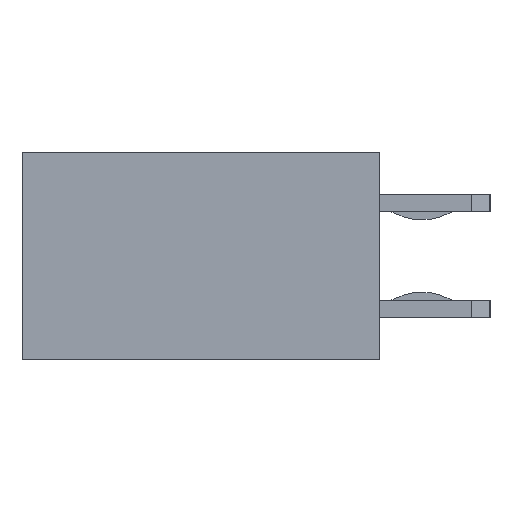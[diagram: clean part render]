
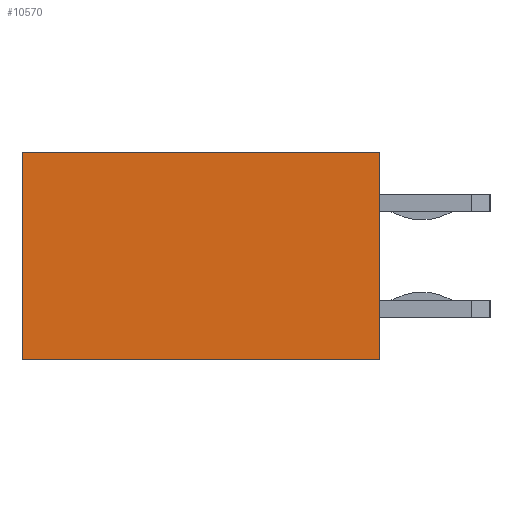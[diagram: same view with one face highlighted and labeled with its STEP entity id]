
A CAD part, left-side view. The second image highlights one B-rep face of the part: STEP entity #10570.
In plain terms, the highlighted planar face has unit normal (-1, 0, 0).
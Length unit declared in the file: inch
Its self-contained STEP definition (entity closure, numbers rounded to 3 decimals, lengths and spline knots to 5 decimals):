
#947=ORIENTED_EDGE('',*,*,#3704,.T.);
#948=ORIENTED_EDGE('',*,*,#3143,.F.);
#949=ORIENTED_EDGE('',*,*,#3745,.F.);
#950=ORIENTED_EDGE('',*,*,#3135,.T.);
#3135=EDGE_CURVE('',#4636,#4635,#5635,.T.);
#3143=EDGE_CURVE('',#4643,#4644,#5643,.T.);
#3704=EDGE_CURVE('',#4635,#4644,#6204,.T.);
#3745=EDGE_CURVE('',#4636,#4643,#6245,.T.);
#4635=VERTEX_POINT('',#14291);
#4636=VERTEX_POINT('',#14293);
#4643=VERTEX_POINT('',#14308);
#4644=VERTEX_POINT('',#14310);
#5635=LINE('',#14292,#7119);
#5643=LINE('',#14309,#7127);
#6204=LINE('',#15430,#7688);
#6245=LINE('',#15492,#7729);
#7119=VECTOR('',#11603,39.37008);
#7127=VECTOR('',#11613,39.37008);
#7688=VECTOR('',#12496,39.37008);
#7729=VECTOR('',#12579,39.37008);
#8706=EDGE_LOOP('',(#947,#948,#949,#950));
#9370=FACE_BOUND('',#8706,.T.);
#10034=PLANE('',#11140);
#10570=ADVANCED_FACE('',(#9370),#10034,.F.);
#11140=AXIS2_PLACEMENT_3D('',#15491,#12577,#12578);
#11603=DIRECTION('',(0.,-1.,0.));
#11613=DIRECTION('',(0.,-1.,0.));
#12496=DIRECTION('',(0.,0.,1.));
#12577=DIRECTION('',(1.,0.,0.));
#12578=DIRECTION('',(0.,0.,-1.));
#12579=DIRECTION('',(0.,0.,1.));
#14291=CARTESIAN_POINT('',(-1.01,0.,-0.0975));
#14292=CARTESIAN_POINT('',(-1.01,0.335,-0.0975));
#14293=CARTESIAN_POINT('',(-1.01,0.335,-0.0975));
#14308=CARTESIAN_POINT('',(-1.01,0.335,0.0975));
#14309=CARTESIAN_POINT('',(-1.01,0.335,0.0975));
#14310=CARTESIAN_POINT('',(-1.01,0.,0.0975));
#15430=CARTESIAN_POINT('',(-1.01,0.,-0.0975));
#15491=CARTESIAN_POINT('',(-1.01,0.335,-0.0975));
#15492=CARTESIAN_POINT('',(-1.01,0.335,-0.0975));
